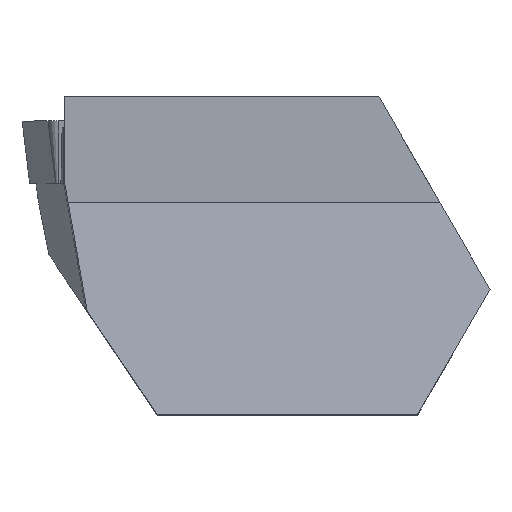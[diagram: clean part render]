
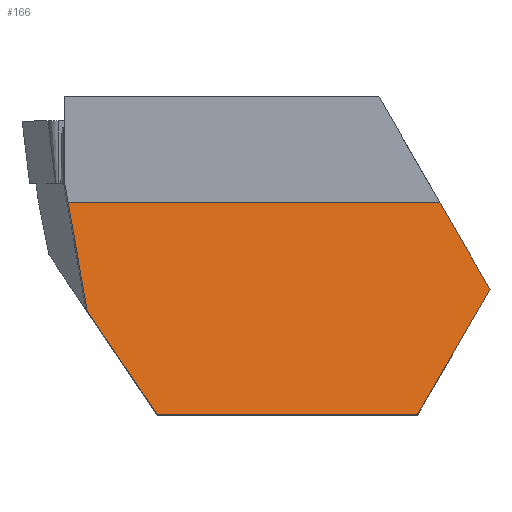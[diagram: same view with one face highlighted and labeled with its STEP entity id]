
A CAD part, top view. The second image highlights one B-rep face of the part: STEP entity #166.
In plain terms, the highlighted planar face has unit normal (0, 0.139, 0.99).
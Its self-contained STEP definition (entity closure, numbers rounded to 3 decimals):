
#166=ADVANCED_FACE('',(#239),#210,.T.);
#210=PLANE('',#933);
#239=FACE_OUTER_BOUND('',#273,.T.);
#273=EDGE_LOOP('',(#505,#506,#507,#508,#509,#510));
#345=LINE('',#1297,#420);
#346=LINE('',#1300,#421);
#347=LINE('',#1302,#422);
#348=LINE('',#1304,#423);
#349=LINE('',#1306,#424);
#350=LINE('',#1308,#425);
#420=VECTOR('',#1048,1.);
#421=VECTOR('',#1049,1.);
#422=VECTOR('',#1050,1.);
#423=VECTOR('',#1051,1.);
#424=VECTOR('',#1052,1.);
#425=VECTOR('',#1053,1.);
#505=ORIENTED_EDGE('',*,*,#780,.T.);
#506=ORIENTED_EDGE('',*,*,#781,.T.);
#507=ORIENTED_EDGE('',*,*,#782,.T.);
#508=ORIENTED_EDGE('',*,*,#783,.F.);
#509=ORIENTED_EDGE('',*,*,#784,.T.);
#510=ORIENTED_EDGE('',*,*,#785,.F.);
#704=VERTEX_POINT('',#1298);
#705=VERTEX_POINT('',#1299);
#706=VERTEX_POINT('',#1301);
#707=VERTEX_POINT('',#1303);
#708=VERTEX_POINT('',#1305);
#709=VERTEX_POINT('',#1307);
#780=EDGE_CURVE('',#704,#705,#345,.T.);
#781=EDGE_CURVE('',#705,#706,#346,.T.);
#782=EDGE_CURVE('',#706,#707,#347,.T.);
#783=EDGE_CURVE('',#708,#707,#348,.T.);
#784=EDGE_CURVE('',#708,#709,#349,.T.);
#785=EDGE_CURVE('',#704,#709,#350,.T.);
#933=AXIS2_PLACEMENT_3D('',#1309,#1054,#1055);
#1048=DIRECTION('',(0.172,-0.976,0.137));
#1049=DIRECTION('',(0.555,-0.823,0.116));
#1050=DIRECTION('',(1.,0.,0.));
#1051=DIRECTION('',(-0.496,-0.86,0.121));
#1052=DIRECTION('',(-0.496,0.86,-0.121));
#1053=DIRECTION('',(1.,0.,0.));
#1054=DIRECTION('',(0.,0.139,0.99));
#1055=DIRECTION('',(0.,0.99,-0.139));
#1297=CARTESIAN_POINT('',(-31.009,-1.343,-0.486));
#1298=CARTESIAN_POINT('',(-30.399,-4.8,0.));
#1299=CARTESIAN_POINT('',(-28.945,-13.047,1.159));
#1300=CARTESIAN_POINT('',(-39.596,2.743,-1.06));
#1301=CARTESIAN_POINT('',(-23.648,-20.9,2.263));
#1302=CARTESIAN_POINT('',(-38.75,-20.9,2.263));
#1303=CARTESIAN_POINT('',(-3.933,-20.9,2.263));
#1304=CARTESIAN_POINT('',(-2.688,-18.743,1.96));
#1305=CARTESIAN_POINT('',(1.567,-11.374,0.924));
#1306=CARTESIAN_POINT('',(-4.96,-0.07,-0.665));
#1307=CARTESIAN_POINT('',(-2.229,-4.8,0.));
#1308=CARTESIAN_POINT('',(-51.,-4.8,0.));
#1309=CARTESIAN_POINT('',(-51.,-4.8,0.));
